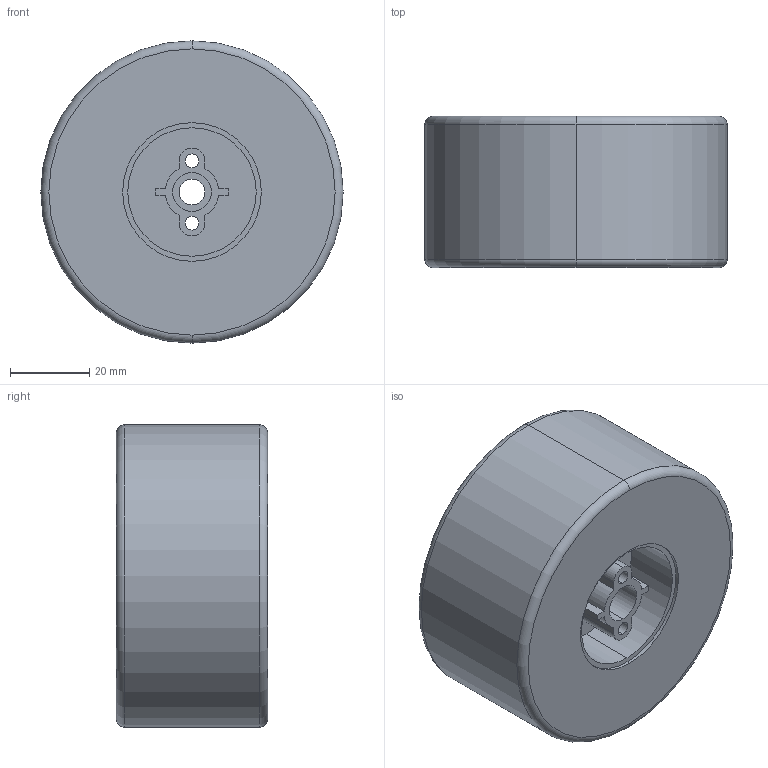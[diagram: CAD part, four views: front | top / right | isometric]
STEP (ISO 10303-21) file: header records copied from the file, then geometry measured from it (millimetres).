
FILE_DESCRIPTION (( 'STEP AP203' ), '1' );
FILE_NAME ('3TMD.STEP', '2014-09-29T14:18:10', ( 'Kyle' ), ( 'Microsoft' ), 'SwSTEP 2.0', 'SolidWorks 2014', '' );
FILE_SCHEMA (( 'CONFIG_CONTROL_DESIGN' ));
Length unit declared in the file: inch
Products named in the file (1): 3TMD
Bounding box: 76.2 x 38.1 x 76.2 mm (x, y, z)
Volume: 144609.7 mm3; surface area: 23041.5 mm2
Topology: 1 solids, 1 shells, 50 faces, 119 edges, 78 vertices
Faces by surface type: cylinder 27, plane 19, torus 4
Entity records: 1564 total; most frequent: DIRECTION 283, CARTESIAN_POINT 248, ORIENTED_EDGE 238, EDGE_CURVE 119, AXIS2_PLACEMENT_3D 113, VERTEX_POINT 78, EDGE_LOOP 63, CIRCLE 62
